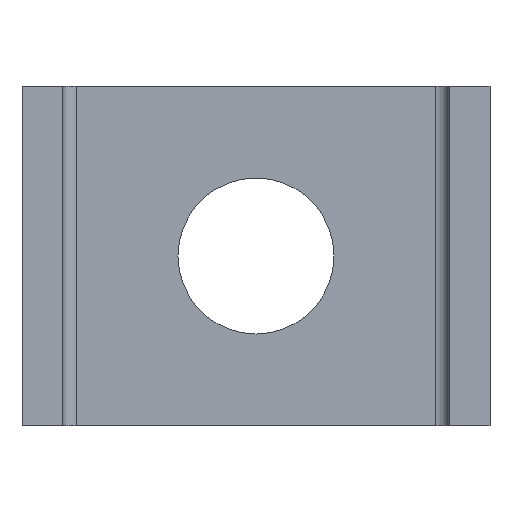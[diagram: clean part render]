
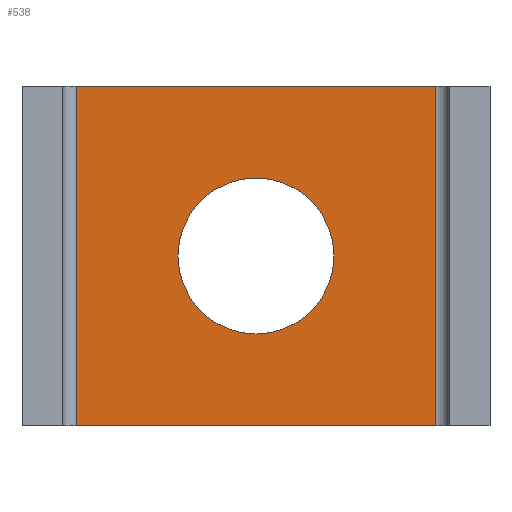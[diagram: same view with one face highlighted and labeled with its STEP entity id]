
A CAD part, front view. The second image highlights one B-rep face of the part: STEP entity #538.
In plain terms, the highlighted planar face has unit normal (0, -1, 0).
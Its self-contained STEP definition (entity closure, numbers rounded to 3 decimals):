
#94=CARTESIAN_POINT('',(5.75,-3.,0.));
#95=VERTEX_POINT('',#94);
#96=CARTESIAN_POINT('',(0.,-3.,0.));
#97=DIRECTION('',(0.0,1.0,0.0));
#98=DIRECTION('',(-1.0,0.0,0.0));
#99=AXIS2_PLACEMENT_3D('',#96,#97,#98);
#100=CIRCLE('',#99,5.75);
#101=EDGE_CURVE('',#95,#95,#100,.T.);
#170=CARTESIAN_POINT('',(13.25,-3.,12.5));
#171=VERTEX_POINT('',#170);
#179=CARTESIAN_POINT('',(13.25,-3.,-12.5));
#180=VERTEX_POINT('',#179);
#181=CARTESIAN_POINT('',(13.25,-3.,12.5));
#182=DIRECTION('',(0.0,0.0,-1.0));
#183=VECTOR('',#182,25.0);
#184=LINE('',#181,#183);
#185=EDGE_CURVE('',#171,#180,#184,.T.);
#351=CARTESIAN_POINT('',(-13.25,-3.,-12.5));
#352=VERTEX_POINT('',#351);
#353=CARTESIAN_POINT('',(-13.25,-3.,-12.5));
#354=DIRECTION('',(1.0,0.0,0.0));
#355=VECTOR('',#354,26.5);
#356=LINE('',#353,#355);
#357=EDGE_CURVE('',#352,#180,#356,.T.);
#392=CARTESIAN_POINT('',(-13.25,-3.,12.5));
#393=VERTEX_POINT('',#392);
#394=CARTESIAN_POINT('',(-13.25,-3.,12.5));
#395=DIRECTION('',(0.0,0.0,-1.0));
#396=VECTOR('',#395,25.0);
#397=LINE('',#394,#396);
#398=EDGE_CURVE('',#393,#352,#397,.T.);
#515=CARTESIAN_POINT('',(-13.25,-3.,12.5));
#516=DIRECTION('',(1.0,0.0,0.0));
#517=VECTOR('',#516,26.5);
#518=LINE('',#515,#517);
#519=EDGE_CURVE('',#393,#171,#518,.T.);
#524=CARTESIAN_POINT('',(0.,-3.,0.));
#525=DIRECTION('',(0.0,-1.0,0.0));
#526=DIRECTION('',(0.0,0.0,-1.0));
#527=AXIS2_PLACEMENT_3D('',#524,#525,#526);
#528=PLANE('',#527);
#529=ORIENTED_EDGE('',*,*,#185,.F.);
#530=ORIENTED_EDGE('',*,*,#519,.F.);
#531=ORIENTED_EDGE('',*,*,#398,.T.);
#532=ORIENTED_EDGE('',*,*,#357,.T.);
#533=EDGE_LOOP('',(#529,#530,#531,#532));
#534=FACE_OUTER_BOUND('',#533,.T.);
#535=ORIENTED_EDGE('',*,*,#101,.T.);
#536=EDGE_LOOP('',(#535));
#537=FACE_BOUND('',#536,.T.);
#538=ADVANCED_FACE('',(#534,#537),#528,.T.);
